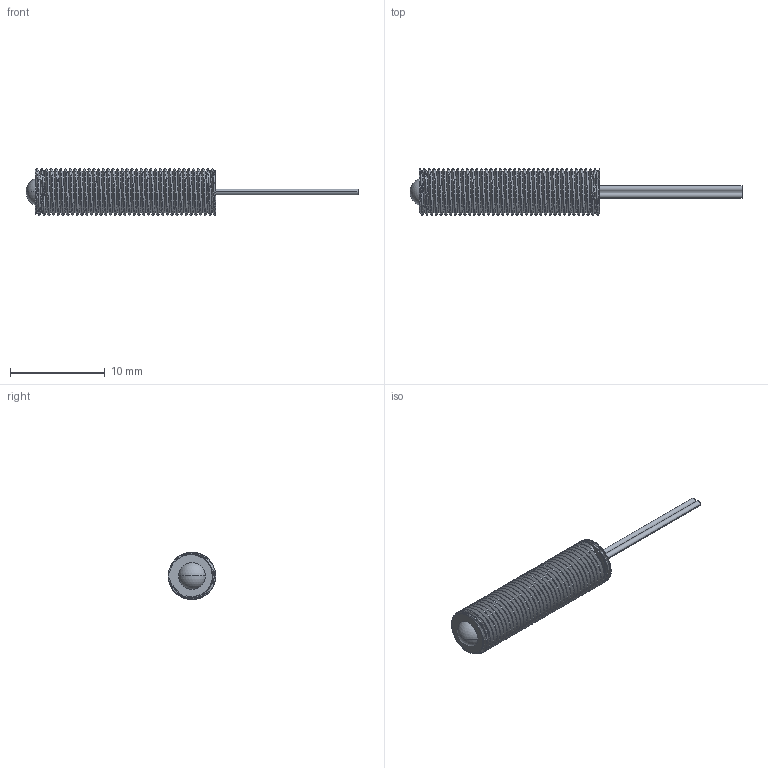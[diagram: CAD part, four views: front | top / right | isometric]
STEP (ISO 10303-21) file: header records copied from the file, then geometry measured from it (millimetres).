
FILE_DESCRIPTION (( 'STEP AP203' ), '1' );
FILE_NAME ('GN-BP5MA.STEP', '2020-10-13T01:33:32', ( '' ), ( '' ), 'SwSTEP 2.0', 'SolidWorks 2020', '' );
FILE_SCHEMA (( 'CONFIG_CONTROL_DESIGN' ));
Length unit declared in the file: millimetre
Products named in the file (1): GN-BP5MA
Bounding box: 35 x 5 x 4.99 mm (x, y, z)
Volume: 338.7 mm3; surface area: 595.1 mm2
Topology: 1 solids, 1 shells, 90 faces, 255 edges, 170 vertices
Faces by surface type: cylinder 81, plane 4, bspline 3, sphere 2
Entity records: 8266 total; most frequent: CARTESIAN_POINT 6321, ORIENTED_EDGE 510, DIRECTION 284, EDGE_CURVE 255, VERTEX_POINT 170, AXIS2_PLACEMENT_3D 102, EDGE_LOOP 93, FACE_OUTER_BOUND 90
